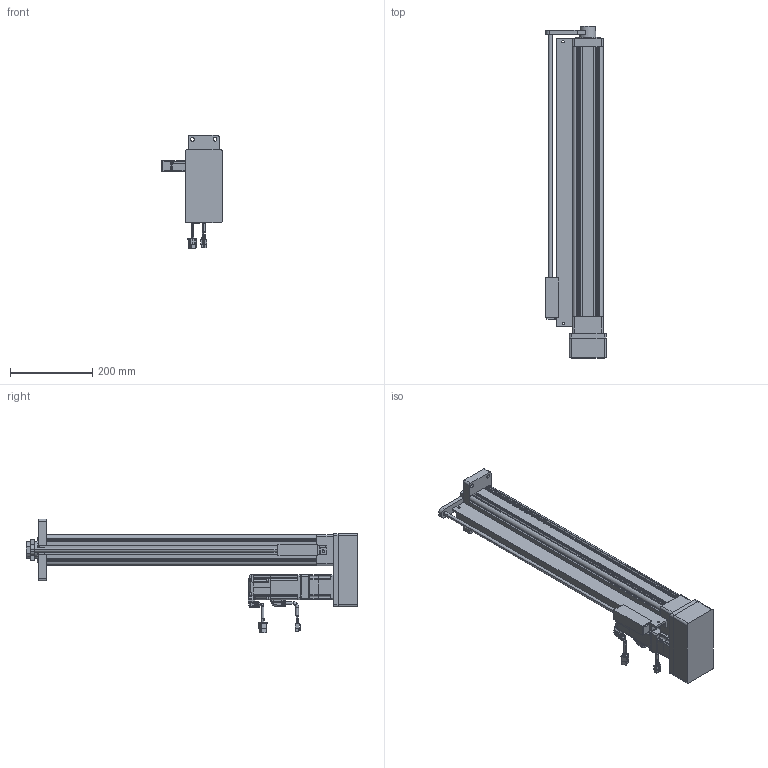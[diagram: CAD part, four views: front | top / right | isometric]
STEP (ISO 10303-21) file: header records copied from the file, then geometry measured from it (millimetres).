
FILE_DESCRIPTION (( 'STEP AP203' ), '1' );
FILE_NAME ('RLB75-10QF-6.8KN-R550-50mm-s.STEP', '2025-01-07T01:33:23', ( '微软用户' ), ( '微软中国' ), 'SwSTEP 2.0', 'SolidWorks 2022', '' );
FILE_SCHEMA (( 'CONFIG_CONTROL_DESIGN' ));
Length unit declared in the file: millimetre
Products named in the file (22): ENCODER-COVER_20181130_ASM.stp; 75缸行程500折叠前法兰安装; 11-2-35.stp; 连接杆; 连接板; 11-2-55.stp; 11-2-13.stp; 读数头罩; 读数头; ECM-B3M-C20401RS1-20181130_AS_1_ASM.stp; ENCODER_CABLE_08152011.stp; ECM-B3M-C20604SS1.stp; 11-2-25.stp; 11-2-8.stp; ECM-B3M-CX0604SS1.stp; 11-2-65.stp; RLB75-10QF-6.8KN-R550-50mm-s; PGH60-L1-14-50-70-M5-A16; 11-2-45.stp; C1302H02_3X3P-1.stp; ECM-B3M-CX0604SS1; 光电尺
Assembly tree (21 placements, depth 6):
  RLB75-10QF-6.8KN-R550-50mm-s
    75缸行程500折叠前法兰安装
    ECM-B3M-CX0604SS1
      ECM-B3M-CX0604SS1.stp
        ENCODER-COVER_20181130_ASM.stp
          ECM-B3M-C20401RS1-20181130_AS_1_ASM.stp
            11-2-8.stp
            11-2-13.stp
            11-2-25.stp
            11-2-35.stp
            11-2-45.stp
            11-2-55.stp
            11-2-65.stp
        ECM-B3M-C20604SS1.stp
        ENCODER_CABLE_08152011.stp
        C1302H02_3X3P-1.stp
    PGH60-L1-14-50-70-M5-A16
    读数头
    读数头罩
    光电尺
    连接板
    连接杆
Bounding box: 147.01 x 805 x 275.75 mm (x, y, z)
Volume: 6157554.9 mm3; surface area: 639403.9 mm2
Topology: 34 solids, 46 shells, 2616 faces, 6521 edges, 4084 vertices
Faces by surface type: plane 1070, cylinder 994, cone 221, bspline 152, torus 151, sphere 28
Entity records: 100404 total; most frequent: CARTESIAN_POINT 38000, ORIENTED_EDGE 13008, DIRECTION 11951, EDGE_CURVE 6504, AXIS2_PLACEMENT_3D 4554, VERTEX_POINT 4084, VECTOR 2843, LINE 2843
